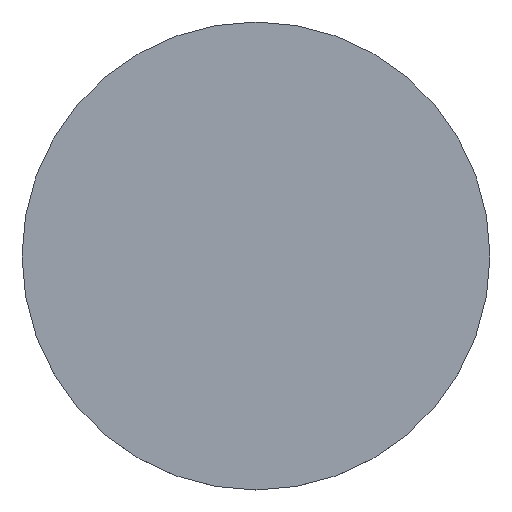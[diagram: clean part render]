
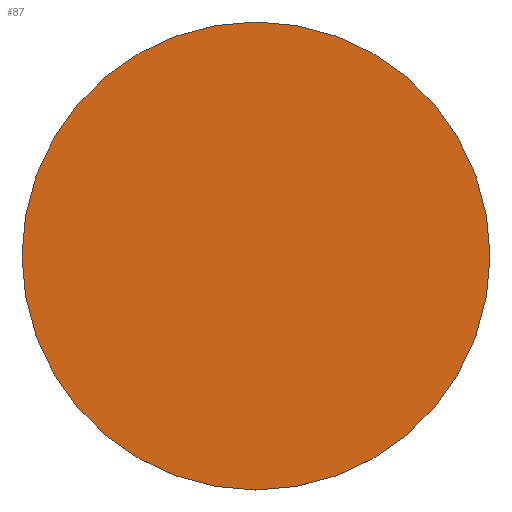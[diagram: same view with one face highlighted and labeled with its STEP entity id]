
A CAD part, top view. The second image highlights one B-rep face of the part: STEP entity #87.
In plain terms, the highlighted planar face has unit normal (0, 0, 1).
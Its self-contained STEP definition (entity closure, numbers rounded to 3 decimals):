
#20=CARTESIAN_POINT('',(0.,0.,1.));
#21=DIRECTION('',(0.,0.,1.));
#22=DIRECTION('',(1.,0.,0.));
#23=AXIS2_PLACEMENT_3D('',#20,#21,#22);
#25=CARTESIAN_POINT('',(0.,0.,1.));
#26=DIRECTION('',(0.,0.,1.));
#27=DIRECTION('',(-1.,0.,0.));
#28=AXIS2_PLACEMENT_3D('',#25,#26,#27);
#34=CARTESIAN_POINT('',(19.95,0.,1.));
#35=CARTESIAN_POINT('',(-19.95,0.,1.));
#36=VERTEX_POINT('',#34);
#37=VERTEX_POINT('',#35);
#78=CARTESIAN_POINT('',(0.,0.,1.));
#79=DIRECTION('',(0.,0.,1.));
#80=DIRECTION('',(1.,0.,0.));
#81=AXIS2_PLACEMENT_3D('',#78,#79,#80);
#82=PLANE('',#81);
#83=ORIENTED_EDGE('',*,*,#58,.F.);
#84=ORIENTED_EDGE('',*,*,#72,.F.);
#85=EDGE_LOOP('',(#83,#84));
#86=FACE_OUTER_BOUND('',#85,.F.);
#87=ADVANCED_FACE('',(#86),#82,.T.);
#24=CIRCLE('',#23,19.95);
#29=CIRCLE('',#28,19.95);
#58=EDGE_CURVE('',#36,#37,#24,.T.);
#72=EDGE_CURVE('',#37,#36,#29,.T.);
